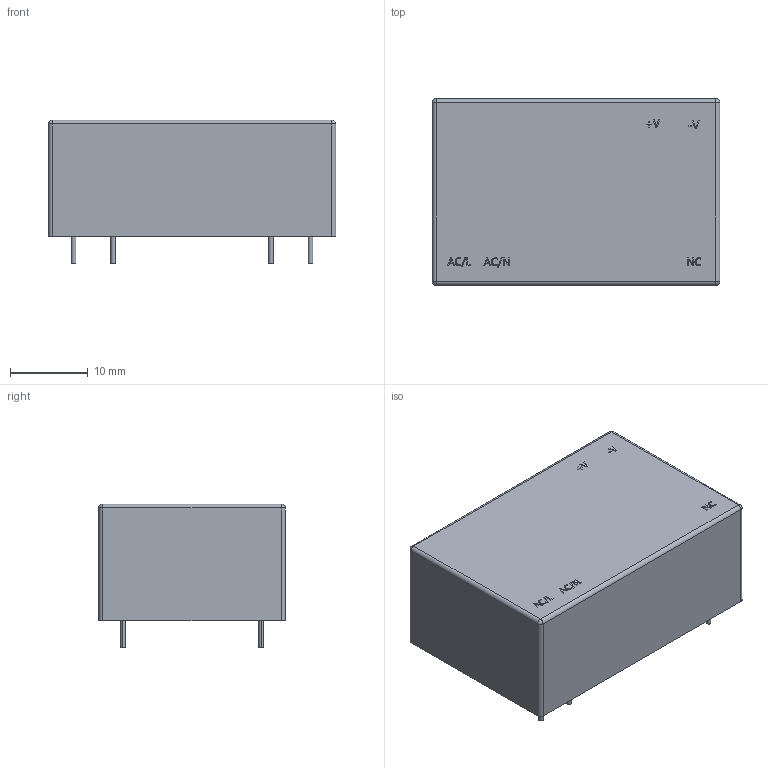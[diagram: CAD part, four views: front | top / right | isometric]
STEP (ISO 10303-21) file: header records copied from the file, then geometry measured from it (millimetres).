
FILE_DESCRIPTION (( 'STEP AP214' ), '1' );
FILE_NAME ('PWRM-TH_IRM-03-5-DIP5.step', '2022-07-09T11:33:28', ( '' ), ( '' ), 'SwSTEP 2.0', 'SolidWorks 2020', '' );
FILE_SCHEMA (( 'AUTOMOTIVE_DESIGN' ));
Length unit declared in the file: millimetre
Products named in the file (1): PWRM-TH_IRM-03-5-DIP5
Bounding box: 37 x 24 x 18.5 mm (x, y, z)
Volume: 12870.2 mm3; surface area: 3691.7 mm2
Topology: 1 solids, 1 shells, 483 faces, 1285 edges, 850 vertices
Faces by surface type: plane 305, bspline 152, cylinder 22, sphere 4
Entity records: 22910 total; most frequent: CARTESIAN_POINT 6567, ORIENTED_EDGE 2562, DIRECTION 1681, EDGE_CURVE 1281, LINE 929, VECTOR 929, VERTEX_POINT 850, EDGE_LOOP 533
